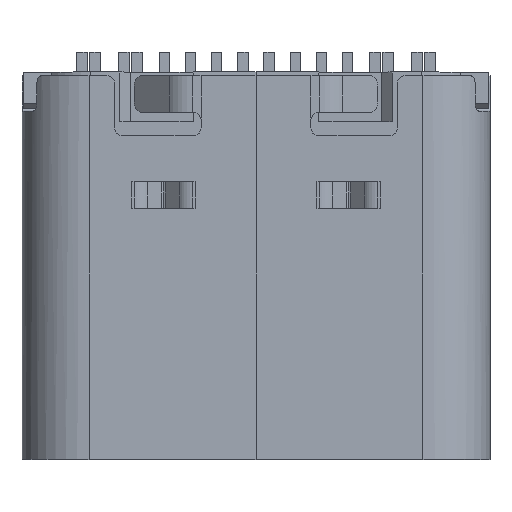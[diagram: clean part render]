
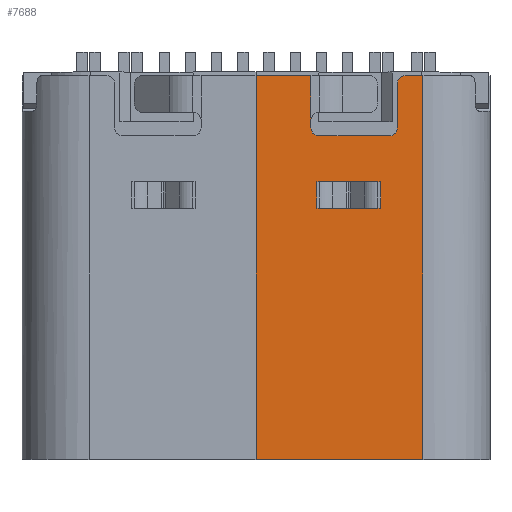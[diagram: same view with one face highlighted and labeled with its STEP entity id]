
A CAD part, top view. The second image highlights one B-rep face of the part: STEP entity #7688.
In plain terms, the highlighted planar face has unit normal (0, 0, 1).
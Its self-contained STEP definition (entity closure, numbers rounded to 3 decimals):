
#6408 = VERTEX_POINT('',#6409);
#6409 = CARTESIAN_POINT('',(3.19,-3.675,3.31));
#6416 = EDGE_CURVE('',#6417,#6408,#6419,.T.);
#6417 = VERTEX_POINT('',#6418);
#6418 = CARTESIAN_POINT('',(0.,-3.675,3.31));
#6419 = LINE('',#6420,#6421);
#6420 = CARTESIAN_POINT('',(0.,-3.675,3.31));
#6421 = VECTOR('',#6422,1.);
#6422 = DIRECTION('',(1.,0.,0.));
#7019 = VERTEX_POINT('',#7020);
#7020 = CARTESIAN_POINT('',(3.19,3.655,3.31));
#7027 = EDGE_CURVE('',#6408,#7019,#7028,.T.);
#7028 = LINE('',#7029,#7030);
#7029 = CARTESIAN_POINT('',(3.19,-3.675,3.31));
#7030 = VECTOR('',#7031,1.);
#7031 = DIRECTION('',(0.,1.,0.));
#7688 = ADVANCED_FACE('',(#7689,#7782),#7848,.T.);
#7689 = FACE_BOUND('',#7690,.F.);
#7690 = EDGE_LOOP('',(#7691,#7699,#7700,#7701,#7709,#7717,#7725,#7733,
    #7741,#7750,#7758,#7767,#7775));
#7691 = ORIENTED_EDGE('',*,*,#7692,.T.);
#7692 = EDGE_CURVE('',#7693,#7019,#7695,.T.);
#7693 = VERTEX_POINT('',#7694);
#7694 = CARTESIAN_POINT('',(2.85,3.655,3.31));
#7695 = LINE('',#7696,#7697);
#7696 = CARTESIAN_POINT('',(0.,3.655,3.31));
#7697 = VECTOR('',#7698,1.);
#7698 = DIRECTION('',(1.,0.,0.));
#7699 = ORIENTED_EDGE('',*,*,#7027,.F.);
#7700 = ORIENTED_EDGE('',*,*,#6416,.F.);
#7701 = ORIENTED_EDGE('',*,*,#7702,.T.);
#7702 = EDGE_CURVE('',#6417,#7703,#7705,.T.);
#7703 = VERTEX_POINT('',#7704);
#7704 = CARTESIAN_POINT('',(0.,3.655,3.31));
#7705 = LINE('',#7706,#7707);
#7706 = CARTESIAN_POINT('',(0.,-3.675,3.31));
#7707 = VECTOR('',#7708,1.);
#7708 = DIRECTION('',(0.,1.,0.));
#7709 = ORIENTED_EDGE('',*,*,#7710,.T.);
#7710 = EDGE_CURVE('',#7703,#7711,#7713,.T.);
#7711 = VERTEX_POINT('',#7712);
#7712 = CARTESIAN_POINT('',(1.05,3.655,3.31));
#7713 = LINE('',#7714,#7715);
#7714 = CARTESIAN_POINT('',(0.,3.655,3.31));
#7715 = VECTOR('',#7716,1.);
#7716 = DIRECTION('',(1.,0.,0.));
#7717 = ORIENTED_EDGE('',*,*,#7718,.T.);
#7718 = EDGE_CURVE('',#7711,#7719,#7721,.T.);
#7719 = VERTEX_POINT('',#7720);
#7720 = CARTESIAN_POINT('',(1.05,2.955,3.31));
#7721 = LINE('',#7722,#7723);
#7722 = CARTESIAN_POINT('',(1.05,3.655,3.31));
#7723 = VECTOR('',#7724,1.);
#7724 = DIRECTION('',(0.,-1.,0.));
#7725 = ORIENTED_EDGE('',*,*,#7726,.T.);
#7726 = EDGE_CURVE('',#7719,#7727,#7729,.T.);
#7727 = VERTEX_POINT('',#7728);
#7728 = CARTESIAN_POINT('',(1.05,2.805,3.31));
#7729 = LINE('',#7730,#7731);
#7730 = CARTESIAN_POINT('',(1.05,3.655,3.31));
#7731 = VECTOR('',#7732,1.);
#7732 = DIRECTION('',(0.,-1.,0.));
#7733 = ORIENTED_EDGE('',*,*,#7734,.T.);
#7734 = EDGE_CURVE('',#7727,#7735,#7737,.T.);
#7735 = VERTEX_POINT('',#7736);
#7736 = CARTESIAN_POINT('',(1.05,2.655,3.31));
#7737 = LINE('',#7738,#7739);
#7738 = CARTESIAN_POINT('',(1.05,3.655,3.31));
#7739 = VECTOR('',#7740,1.);
#7740 = DIRECTION('',(0.,-1.,0.));
#7741 = ORIENTED_EDGE('',*,*,#7742,.T.);
#7742 = EDGE_CURVE('',#7735,#7743,#7745,.T.);
#7743 = VERTEX_POINT('',#7744);
#7744 = CARTESIAN_POINT('',(1.2,2.505,3.31));
#7745 = CIRCLE('',#7746,0.15);
#7746 = AXIS2_PLACEMENT_3D('',#7747,#7748,#7749);
#7747 = CARTESIAN_POINT('',(1.2,2.655,3.31));
#7748 = DIRECTION('',(0.,0.,1.));
#7749 = DIRECTION('',(0.,1.,0.));
#7750 = ORIENTED_EDGE('',*,*,#7751,.T.);
#7751 = EDGE_CURVE('',#7743,#7752,#7754,.T.);
#7752 = VERTEX_POINT('',#7753);
#7753 = CARTESIAN_POINT('',(2.55,2.505,3.31));
#7754 = LINE('',#7755,#7756);
#7755 = CARTESIAN_POINT('',(1.05,2.505,3.31));
#7756 = VECTOR('',#7757,1.);
#7757 = DIRECTION('',(1.,-0.,-0.));
#7758 = ORIENTED_EDGE('',*,*,#7759,.F.);
#7759 = EDGE_CURVE('',#7760,#7752,#7762,.T.);
#7760 = VERTEX_POINT('',#7761);
#7761 = CARTESIAN_POINT('',(2.7,2.655,3.31));
#7762 = CIRCLE('',#7763,0.15);
#7763 = AXIS2_PLACEMENT_3D('',#7764,#7765,#7766);
#7764 = CARTESIAN_POINT('',(2.55,2.655,3.31));
#7765 = DIRECTION('',(0.,0.,-1.));
#7766 = DIRECTION('',(0.,1.,0.));
#7767 = ORIENTED_EDGE('',*,*,#7768,.T.);
#7768 = EDGE_CURVE('',#7760,#7769,#7771,.T.);
#7769 = VERTEX_POINT('',#7770);
#7770 = CARTESIAN_POINT('',(2.7,3.505,3.31));
#7771 = LINE('',#7772,#7773);
#7772 = CARTESIAN_POINT('',(2.7,2.505,3.31));
#7773 = VECTOR('',#7774,1.);
#7774 = DIRECTION('',(0.,1.,0.));
#7775 = ORIENTED_EDGE('',*,*,#7776,.F.);
#7776 = EDGE_CURVE('',#7693,#7769,#7777,.T.);
#7777 = CIRCLE('',#7778,0.15);
#7778 = AXIS2_PLACEMENT_3D('',#7779,#7780,#7781);
#7779 = CARTESIAN_POINT('',(2.85,3.505,3.31));
#7780 = DIRECTION('',(0.,0.,1.));
#7781 = DIRECTION('',(0.,1.,0.));
#7782 = FACE_BOUND('',#7783,.F.);
#7783 = EDGE_LOOP('',(#7784,#7794,#7802,#7810,#7818,#7826,#7834,#7842));
#7784 = ORIENTED_EDGE('',*,*,#7785,.T.);
#7785 = EDGE_CURVE('',#7786,#7788,#7790,.T.);
#7786 = VERTEX_POINT('',#7787);
#7787 = CARTESIAN_POINT('',(1.16,1.625,3.31));
#7788 = VERTEX_POINT('',#7789);
#7789 = CARTESIAN_POINT('',(1.16,1.125,3.31));
#7790 = LINE('',#7791,#7792);
#7791 = CARTESIAN_POINT('',(1.16,1.625,3.31));
#7792 = VECTOR('',#7793,1.);
#7793 = DIRECTION('',(0.,-1.,0.));
#7794 = ORIENTED_EDGE('',*,*,#7795,.T.);
#7795 = EDGE_CURVE('',#7788,#7796,#7798,.T.);
#7796 = VERTEX_POINT('',#7797);
#7797 = CARTESIAN_POINT('',(1.21,1.125,3.31));
#7798 = LINE('',#7799,#7800);
#7799 = CARTESIAN_POINT('',(1.16,1.125,3.31));
#7800 = VECTOR('',#7801,1.);
#7801 = DIRECTION('',(1.,-0.,-0.));
#7802 = ORIENTED_EDGE('',*,*,#7803,.T.);
#7803 = EDGE_CURVE('',#7796,#7804,#7806,.T.);
#7804 = VERTEX_POINT('',#7805);
#7805 = CARTESIAN_POINT('',(2.33,1.125,3.31));
#7806 = LINE('',#7807,#7808);
#7807 = CARTESIAN_POINT('',(1.16,1.125,3.31));
#7808 = VECTOR('',#7809,1.);
#7809 = DIRECTION('',(1.,-0.,-0.));
#7810 = ORIENTED_EDGE('',*,*,#7811,.T.);
#7811 = EDGE_CURVE('',#7804,#7812,#7814,.T.);
#7812 = VERTEX_POINT('',#7813);
#7813 = CARTESIAN_POINT('',(2.38,1.125,3.31));
#7814 = LINE('',#7815,#7816);
#7815 = CARTESIAN_POINT('',(1.16,1.125,3.31));
#7816 = VECTOR('',#7817,1.);
#7817 = DIRECTION('',(1.,-0.,-0.));
#7818 = ORIENTED_EDGE('',*,*,#7819,.T.);
#7819 = EDGE_CURVE('',#7812,#7820,#7822,.T.);
#7820 = VERTEX_POINT('',#7821);
#7821 = CARTESIAN_POINT('',(2.38,1.625,3.31));
#7822 = LINE('',#7823,#7824);
#7823 = CARTESIAN_POINT('',(2.38,1.125,3.31));
#7824 = VECTOR('',#7825,1.);
#7825 = DIRECTION('',(0.,1.,0.));
#7826 = ORIENTED_EDGE('',*,*,#7827,.T.);
#7827 = EDGE_CURVE('',#7820,#7828,#7830,.T.);
#7828 = VERTEX_POINT('',#7829);
#7829 = CARTESIAN_POINT('',(2.33,1.625,3.31));
#7830 = LINE('',#7831,#7832);
#7831 = CARTESIAN_POINT('',(2.38,1.625,3.31));
#7832 = VECTOR('',#7833,1.);
#7833 = DIRECTION('',(-1.,0.,0.));
#7834 = ORIENTED_EDGE('',*,*,#7835,.T.);
#7835 = EDGE_CURVE('',#7828,#7836,#7838,.T.);
#7836 = VERTEX_POINT('',#7837);
#7837 = CARTESIAN_POINT('',(1.21,1.625,3.31));
#7838 = LINE('',#7839,#7840);
#7839 = CARTESIAN_POINT('',(2.38,1.625,3.31));
#7840 = VECTOR('',#7841,1.);
#7841 = DIRECTION('',(-1.,0.,0.));
#7842 = ORIENTED_EDGE('',*,*,#7843,.T.);
#7843 = EDGE_CURVE('',#7836,#7786,#7844,.T.);
#7844 = LINE('',#7845,#7846);
#7845 = CARTESIAN_POINT('',(2.38,1.625,3.31));
#7846 = VECTOR('',#7847,1.);
#7847 = DIRECTION('',(-1.,0.,0.));
#7848 = PLANE('',#7849);
#7849 = AXIS2_PLACEMENT_3D('',#7850,#7851,#7852);
#7850 = CARTESIAN_POINT('',(0.,-3.675,3.31));
#7851 = DIRECTION('',(0.,0.,1.));
#7852 = DIRECTION('',(-1.,0.,0.));
